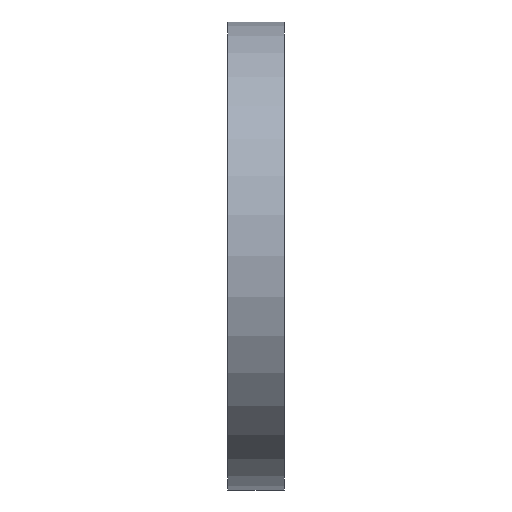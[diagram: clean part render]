
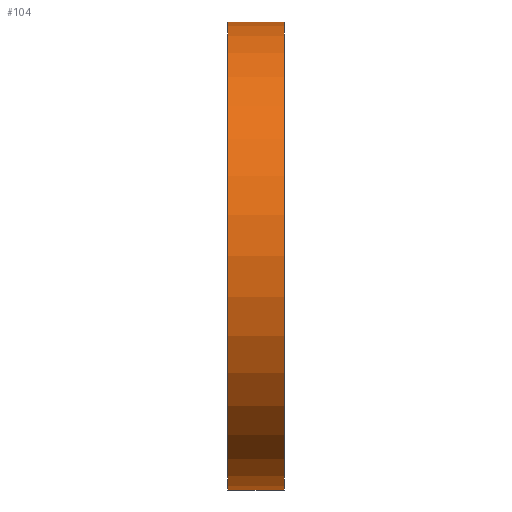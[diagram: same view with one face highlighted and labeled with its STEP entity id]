
A CAD part, left-side view. The second image highlights one B-rep face of the part: STEP entity #104.
In plain terms, the highlighted cylindrical face has radius 25 mm (diameter 50 mm), a partial arc.
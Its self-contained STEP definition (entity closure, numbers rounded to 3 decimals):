
#1 = CARTESIAN_POINT ( 'NONE',  ( 0., 0., 25. ) ) ;
#4 = CARTESIAN_POINT ( 'NONE',  ( 0., 6., -25. ) ) ;
#5 = CARTESIAN_POINT ( 'NONE',  ( 0., 0., 0. ) ) ;
#7 = LINE ( 'NONE', #61, #199 ) ;
#17 = ORIENTED_EDGE ( 'NONE', *, *, #204, .T. ) ;
#25 = DIRECTION ( 'NONE',  ( 0., -1., 0. ) ) ;
#26 = EDGE_CURVE ( 'NONE', #68, #211, #209, .T. ) ;
#41 = VECTOR ( 'NONE', #25, 1000. ) ;
#47 = CARTESIAN_POINT ( 'NONE',  ( 0., 6., 25. ) ) ;
#54 = ORIENTED_EDGE ( 'NONE', *, *, #26, .F. ) ;
#56 = DIRECTION ( 'NONE',  ( 0., 0., 1. ) ) ;
#60 = CIRCLE ( 'NONE', #73, 25. ) ;
#61 = CARTESIAN_POINT ( 'NONE',  ( 0., 6., 25. ) ) ;
#64 = CARTESIAN_POINT ( 'NONE',  ( 0., 6., -25. ) ) ;
#68 = VERTEX_POINT ( 'NONE', #4 ) ;
#69 = VERTEX_POINT ( 'NONE', #1 ) ;
#73 = AXIS2_PLACEMENT_3D ( 'NONE', #5, #136, #56 ) ;
#75 = DIRECTION ( 'NONE',  ( 0., -1., 0. ) ) ;
#85 = CARTESIAN_POINT ( 'NONE',  ( 0., 6., 0. ) ) ;
#92 = DIRECTION ( 'NONE',  ( 0., 0., 1. ) ) ;
#101 = FACE_OUTER_BOUND ( 'NONE', #138, .T. ) ;
#103 = DIRECTION ( 'NONE',  ( 0., 0., -1. ) ) ;
#104 = ADVANCED_FACE ( 'NONE', ( #101 ), #201, .T. ) ;
#109 = EDGE_CURVE ( 'NONE', #211, #69, #7, .T. ) ;
#118 = AXIS2_PLACEMENT_3D ( 'NONE', #210, #173, #92 ) ;
#122 = DIRECTION ( 'NONE',  ( 0., -1., 0. ) ) ;
#129 = VERTEX_POINT ( 'NONE', #165 ) ;
#130 = ORIENTED_EDGE ( 'NONE', *, *, #109, .F. ) ;
#136 = DIRECTION ( 'NONE',  ( 0., 1., 0. ) ) ;
#138 = EDGE_LOOP ( 'NONE', ( #130, #54, #17, #141 ) ) ;
#141 = ORIENTED_EDGE ( 'NONE', *, *, #177, .T. ) ;
#152 = LINE ( 'NONE', #64, #41 ) ;
#165 = CARTESIAN_POINT ( 'NONE',  ( 0., 0., -25. ) ) ;
#173 = DIRECTION ( 'NONE',  ( 0., 1., 0. ) ) ;
#177 = EDGE_CURVE ( 'NONE', #129, #69, #60, .T. ) ;
#186 = AXIS2_PLACEMENT_3D ( 'NONE', #85, #122, #103 ) ;
#199 = VECTOR ( 'NONE', #75, 1000. ) ;
#201 = CYLINDRICAL_SURFACE ( 'NONE', #186, 25. ) ;
#204 = EDGE_CURVE ( 'NONE', #68, #129, #152, .T. ) ;
#209 = CIRCLE ( 'NONE', #118, 25. ) ;
#210 = CARTESIAN_POINT ( 'NONE',  ( 0., 6., 0. ) ) ;
#211 = VERTEX_POINT ( 'NONE', #47 ) ;
